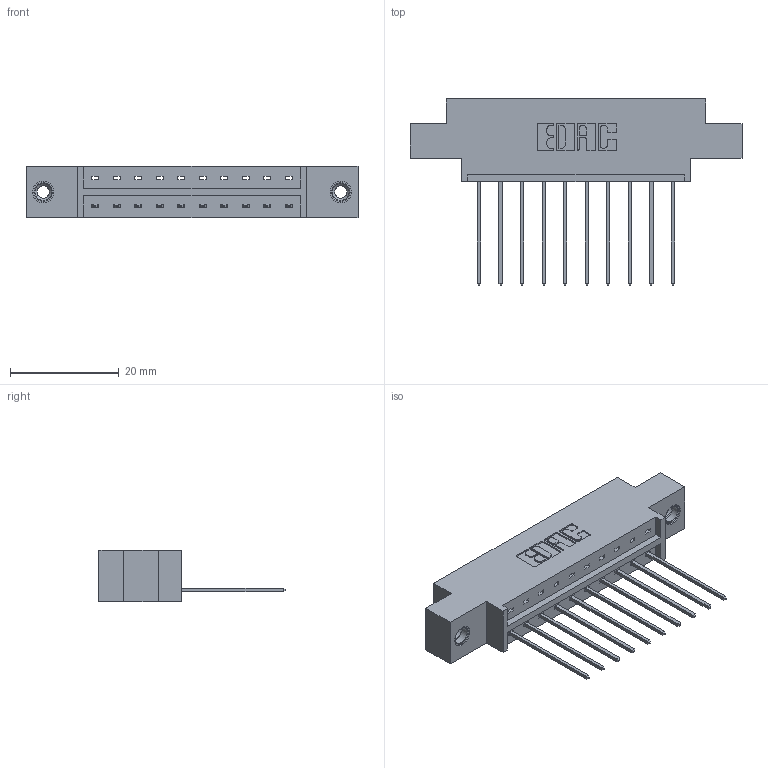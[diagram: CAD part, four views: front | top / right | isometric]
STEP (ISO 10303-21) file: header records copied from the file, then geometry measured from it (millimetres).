
FILE_DESCRIPTION (( 'STEP AP203' ), '1' );
FILE_NAME ('333-010-541-608.STEP', '2018-07-31T23:02:02', ( '' ), ( '' ), 'SwSTEP 2.0', 'SolidWorks 2016', '' );
FILE_SCHEMA (( 'CONFIG_CONTROL_DESIGN' ));
Length unit declared in the file: inch
Products named in the file (4): 333 Part_Offset - .156 Dia - TI; 345-292-001_345-293-141; 345-250-001_345-250-003-102; 333-010-541-608
Assembly tree (13 placements, depth 2):
  333-010-541-608
    333 Part_Offset - .156 Dia - TI
    345-292-001_345-293-141  x10
    345-250-001_345-250-003-102  x2
Bounding box: 61.16 x 34.3 x 9.4 mm (x, y, z)
Volume: 5678.2 mm3; surface area: 6360.7 mm2
Topology: 13 solids, 13 shells, 758 faces, 2219 edges, 1458 vertices
Faces by surface type: plane 526, cylinder 216, cone 12, torus 4
Entity records: 11588 total; most frequent: CARTESIAN_POINT 1987, ORIENTED_EDGE 1926, DIRECTION 1773, EDGE_CURVE 963, VECTOR 815, LINE 815, VERTEX_POINT 636, AXIS2_PLACEMENT_3D 479
